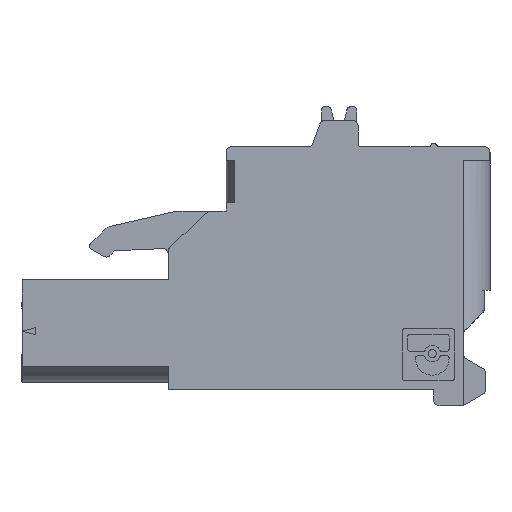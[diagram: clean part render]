
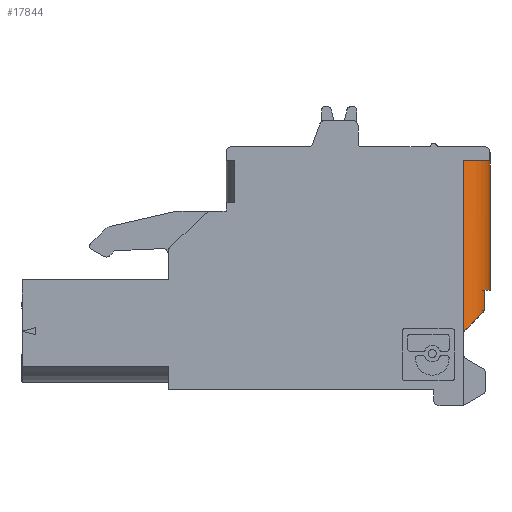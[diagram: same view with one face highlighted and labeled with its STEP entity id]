
A CAD part, left-side view. The second image highlights one B-rep face of the part: STEP entity #17844.
In plain terms, the highlighted cylindrical face has radius 2.5 mm (diameter 5 mm), a partial arc.
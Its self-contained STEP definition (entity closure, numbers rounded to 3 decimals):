
#177=CYLINDRICAL_SURFACE('',#29662,2.5);
#416=ELLIPSE('',#29436,3.536,2.5);
#471=CIRCLE('',#29433,2.5);
#575=CIRCLE('',#29647,2.5);
#1112=VERTEX_POINT('',#24005);
#1114=VERTEX_POINT('',#24009);
#1117=VERTEX_POINT('',#24016);
#1118=VERTEX_POINT('',#24018);
#1431=VERTEX_POINT('',#24817);
#1432=VERTEX_POINT('',#24818);
#3266=VECTOR('',#20111,1.);
#3267=VECTOR('',#20112,1.);
#3268=VECTOR('',#20113,1.);
#5222=LINE('',#24871,#3266);
#5223=LINE('',#24872,#3267);
#5224=LINE('',#24873,#3268);
#6881=EDGE_CURVE('',#1114,#1112,#471,.T.);
#6884=EDGE_CURVE('',#1118,#1117,#416,.T.);
#7288=EDGE_CURVE('',#1432,#1431,#575,.T.);
#7316=EDGE_CURVE('',#1118,#1114,#5222,.T.);
#7317=EDGE_CURVE('',#1117,#1432,#5223,.T.);
#7318=EDGE_CURVE('',#1431,#1112,#5224,.T.);
#10378=ORIENTED_EDGE('',*,*,#6881,.F.);
#10379=ORIENTED_EDGE('',*,*,#7316,.F.);
#10380=ORIENTED_EDGE('',*,*,#6884,.T.);
#10381=ORIENTED_EDGE('',*,*,#7317,.T.);
#10382=ORIENTED_EDGE('',*,*,#7288,.T.);
#10383=ORIENTED_EDGE('',*,*,#7318,.T.);
#15594=EDGE_LOOP('',(#10378,#10379,#10380,#10381,#10382,#10383));
#16724=FACE_BOUND('',#15594,.T.);
#17844=ADVANCED_FACE('',(#16724),#177,.T.);
#19424=DIRECTION('',(-1.,0.,0.));
#19425=DIRECTION('',(0.,2.5,0.));
#19430=DIRECTION('',(-0.707,-0.707,0.));
#19431=DIRECTION('',(2.5,-2.5,0.));
#20064=DIRECTION('',(-1.,0.,0.));
#20065=DIRECTION('',(0.,2.5,0.));
#20109=DIRECTION('',(-1.,0.,0.));
#20110=DIRECTION('',(0.,2.5,0.));
#20111=DIRECTION('',(-1.,0.,0.));
#20112=DIRECTION('',(-1.,0.,0.));
#20113=DIRECTION('',(-1.,0.,0.));
#24005=CARTESIAN_POINT('',(-6.79,18.2,-2.85));
#24009=CARTESIAN_POINT('',(-6.79,16.7,-0.559));
#24010=CARTESIAN_POINT('',(-6.79,15.7,-2.85));
#24016=CARTESIAN_POINT('',(1.703,17.907,-1.675));
#24017=CARTESIAN_POINT('',(3.91,15.7,-2.85));
#24018=CARTESIAN_POINT('',(2.91,16.7,-0.559));
#24816=CARTESIAN_POINT('',(0.56,15.7,-2.85));
#24817=CARTESIAN_POINT('',(0.56,18.2,-2.85));
#24818=CARTESIAN_POINT('',(0.56,17.907,-1.675));
#24870=CARTESIAN_POINT('',(-6.79,15.7,-2.85));
#24871=CARTESIAN_POINT('',(-6.79,16.7,-0.559));
#24872=CARTESIAN_POINT('',(-6.79,17.907,-1.675));
#24873=CARTESIAN_POINT('',(-6.79,18.2,-2.85));
#29433=AXIS2_PLACEMENT_3D('',#24010,#19424,#19425);
#29436=AXIS2_PLACEMENT_3D('',#24017,#19430,#19431);
#29647=AXIS2_PLACEMENT_3D('',#24816,#20064,#20065);
#29662=AXIS2_PLACEMENT_3D('',#24870,#20109,#20110);
